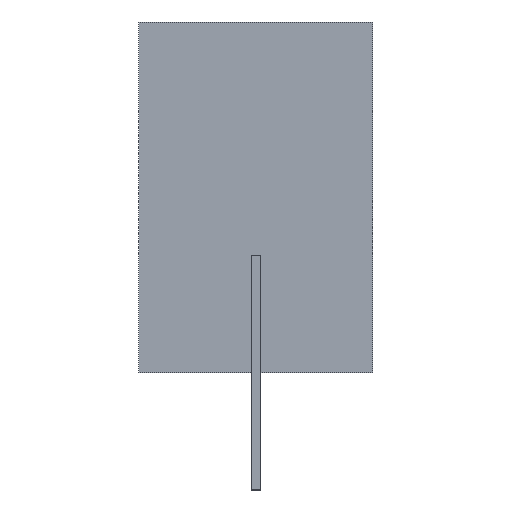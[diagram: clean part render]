
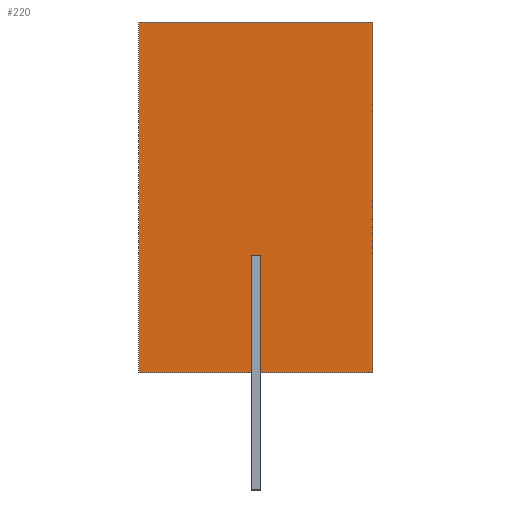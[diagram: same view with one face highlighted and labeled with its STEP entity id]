
A CAD part, left-side view. The second image highlights one B-rep face of the part: STEP entity #220.
In plain terms, the highlighted planar face has unit normal (-1, 0, 0).
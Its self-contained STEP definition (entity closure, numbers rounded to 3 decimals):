
#1 = ORIENTED_EDGE ( 'NONE', *, *, #395, .F. ) ;
#3 = AXIS2_PLACEMENT_3D ( 'NONE', #379, #206, #279 ) ;
#20 = LINE ( 'NONE', #35, #397 ) ;
#33 = LINE ( 'NONE', #66, #134 ) ;
#34 = ORIENTED_EDGE ( 'NONE', *, *, #173, .T. ) ;
#35 = CARTESIAN_POINT ( 'NONE',  ( 0., 24., 0. ) ) ;
#51 = VECTOR ( 'NONE', #196, 1000. ) ;
#54 = EDGE_CURVE ( 'NONE', #171, #448, #388, .T. ) ;
#56 = LINE ( 'NONE', #336, #51 ) ;
#66 = CARTESIAN_POINT ( 'NONE',  ( 0., 0., 0. ) ) ;
#70 = VECTOR ( 'NONE', #74, 1000. ) ;
#74 = DIRECTION ( 'NONE',  ( 0., -1., 0. ) ) ;
#107 = CARTESIAN_POINT ( 'NONE',  ( 0., 24., 0. ) ) ;
#110 = EDGE_LOOP ( 'NONE', ( #256, #383, #1, #34 ) ) ;
#134 = VECTOR ( 'NONE', #415, 1000. ) ;
#136 = VERTEX_POINT ( 'NONE', #399 ) ;
#171 = VERTEX_POINT ( 'NONE', #266 ) ;
#173 = EDGE_CURVE ( 'NONE', #339, #136, #56, .T. ) ;
#196 = DIRECTION ( 'NONE',  ( 0., -1., 0. ) ) ;
#206 = DIRECTION ( 'NONE',  ( 1., 0., 0. ) ) ;
#220 = ADVANCED_FACE ( 'NONE', ( #274 ), #241, .F. ) ;
#241 = PLANE ( 'NONE',  #3 ) ;
#256 = ORIENTED_EDGE ( 'NONE', *, *, #306, .T. ) ;
#266 = CARTESIAN_POINT ( 'NONE',  ( 0., 24., 0. ) ) ;
#267 = CARTESIAN_POINT ( 'NONE',  ( 0., 24., -36. ) ) ;
#274 = FACE_OUTER_BOUND ( 'NONE', #110, .T. ) ;
#279 = DIRECTION ( 'NONE',  ( 0., 0., -1. ) ) ;
#280 = DIRECTION ( 'NONE',  ( 0., 0., 1. ) ) ;
#306 = EDGE_CURVE ( 'NONE', #136, #448, #33, .T. ) ;
#310 = CARTESIAN_POINT ( 'NONE',  ( 0., 0., 0. ) ) ;
#336 = CARTESIAN_POINT ( 'NONE',  ( 0., 24., -36. ) ) ;
#339 = VERTEX_POINT ( 'NONE', #267 ) ;
#379 = CARTESIAN_POINT ( 'NONE',  ( 0., 24., 0. ) ) ;
#383 = ORIENTED_EDGE ( 'NONE', *, *, #54, .F. ) ;
#388 = LINE ( 'NONE', #107, #70 ) ;
#395 = EDGE_CURVE ( 'NONE', #339, #171, #20, .T. ) ;
#397 = VECTOR ( 'NONE', #280, 1000. ) ;
#399 = CARTESIAN_POINT ( 'NONE',  ( 0., 0., -36. ) ) ;
#415 = DIRECTION ( 'NONE',  ( 0., 0., 1. ) ) ;
#448 = VERTEX_POINT ( 'NONE', #310 ) ;
